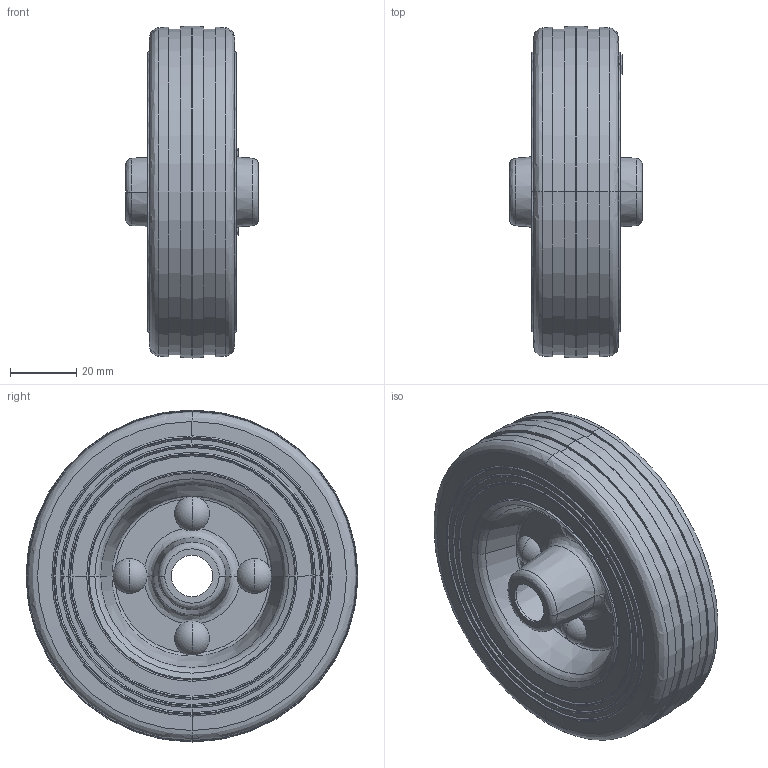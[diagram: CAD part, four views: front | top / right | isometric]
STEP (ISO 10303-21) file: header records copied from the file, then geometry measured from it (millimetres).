
FILE_DESCRIPTION (( 'STEP AP214' ), '1' );
FILE_NAME ('0013151_SGS-100-30-40-R12-EC.STEP', '2016-05-12T08:31:58', ( '' ), ( '' ), 'SwSTEP 2.0', 'SolidWorks 2016', '' );
FILE_SCHEMA (( 'AUTOMOTIVE_DESIGN' ));
Length unit declared in the file: millimetre
Products named in the file (1): 0013151_SGS-100-30-40-R12-EC
Bounding box: 40 x 100 x 100 mm (x, y, z)
Volume: 147868.8 mm3; surface area: 46447.5 mm2
Topology: 16 solids, 16 shells, 349 faces, 801 edges, 480 vertices
Faces by surface type: bspline 126, cone 75, cylinder 69, plane 63, torus 16
Entity records: 17015 total; most frequent: CARTESIAN_POINT 5641, ORIENTED_EDGE 1562, DIRECTION 1447, EDGE_CURVE 781, AXIS2_PLACEMENT_3D 592, VERTEX_POINT 480, EDGE_LOOP 395, CIRCLE 368
